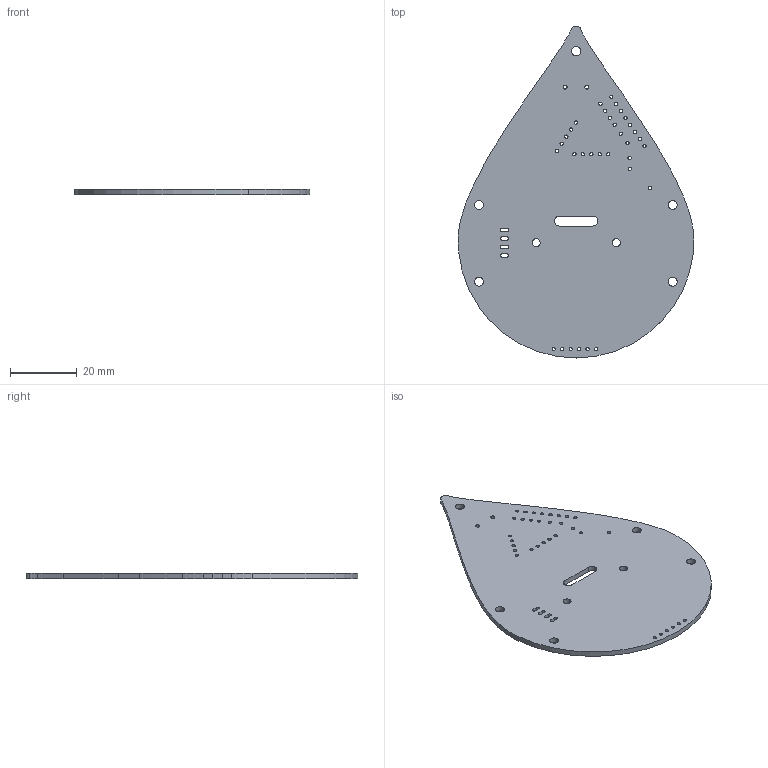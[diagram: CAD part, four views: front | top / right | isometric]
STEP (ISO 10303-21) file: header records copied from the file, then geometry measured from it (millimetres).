
FILE_DESCRIPTION(('Designed by EasyEDA Pro'),'2;1');
FILE_NAME('Open CASCADE Shape Model','2025-10-23T08:43:27',('Author'),( 'Open CASCADE'),'Open CASCADE STEP processor 7.8','Open CASCADE 7.8' ,'Unknown');
FILE_SCHEMA(('AUTOMOTIVE_DESIGN { 1 0 10303 214 1 1 1 1 }'));
Length unit declared in the file: millimetre
Products named in the file (6): EasyEDA PCB Model~qLDk; Board~qLDk; TopCopper~qLDk; BottomCopper~qLDk; TopFpcStiffener~qLDk; BottomFpcStiffener~qLDk
Assembly tree (5 placements, depth 2):
  EasyEDA PCB Model~qLDk
    Board~qLDk
    TopCopper~qLDk
    BottomCopper~qLDk
    TopFpcStiffener~qLDk
    BottomFpcStiffener~qLDk
Bounding box: 70.64 x 99.45 x 1.6 mm (x, y, z)
Volume: 7186 mm3; surface area: 9754.3 mm2
Topology: 1 solids, 1 shells, 133 faces, 393 edges, 262 vertices
Faces by surface type: cylinder 112, plane 21
Entity records: 5788 total; most frequent: DIRECTION 895, CARTESIAN_POINT 794, ORIENTED_EDGE 786, EDGE_CURVE 393, AXIS2_PLACEMENT_3D 363, VERTEX_POINT 262, FACE_BOUND 227, EDGE_LOOP 227
